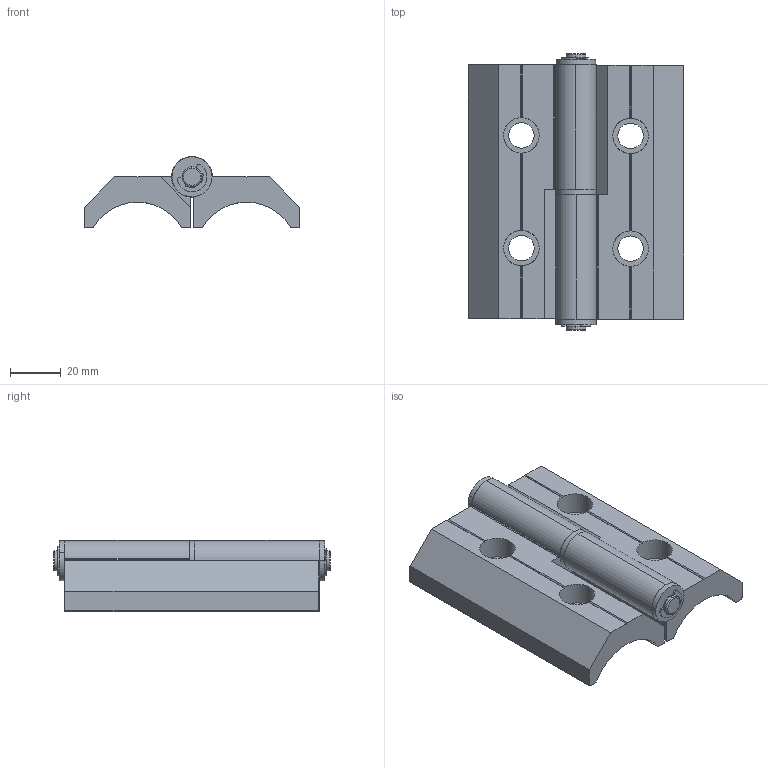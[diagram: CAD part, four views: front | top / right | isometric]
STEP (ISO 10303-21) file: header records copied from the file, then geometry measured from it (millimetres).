
FILE_DESCRIPTION (( 'STEP AP214' ), '1' );
FILE_NAME ('SNSS.30.70.39 Ïåòëÿ îãðàæäåíèÿ.STEP', '2018-11-22T07:54:51', ( '' ), ( '' ), 'SwSTEP 2.0', 'SolidWorks 2018', '' );
FILE_SCHEMA (( 'AUTOMOTIVE_DESIGN' ));
Length unit declared in the file: millimetre
Products named in the file (5): SNSS.30.70.39 ﾏ琿褻(V00)_00; SNSS.30.70.39 Ïîäêëàäêà(V00)_00; SNSS.30.70.39 ﾎ魵瑙韃(V00)_00; SNSS.30.70.39 ﾘ琺矜(V00)_00; SNSS.30.70.39 Ïåòëÿ îãðàæäåíèÿ
Assembly tree (8 placements, depth 2):
  SNSS.30.70.39 Ïåòëÿ îãðàæäåíèÿ
    SNSS.30.70.39 ﾏ琿褻(V00)_00
    SNSS.30.70.39 ﾎ魵瑙韃(V00)_00  x2
    SNSS.30.70.39 Ïîäêëàäêà(V00)_00  x3
    SNSS.30.70.39 ﾘ琺矜(V00)_00  x2
Bounding box: 84.8 x 109 x 28 mm (x, y, z)
Volume: 107161.9 mm3; surface area: 36154.6 mm2
Topology: 8 solids, 8 shells, 180 faces, 464 edges, 300 vertices
Faces by surface type: cylinder 98, plane 74, torus 8
Entity records: 3293 total; most frequent: CARTESIAN_POINT 699, DIRECTION 549, ORIENTED_EDGE 482, EDGE_CURVE 241, AXIS2_PLACEMENT_3D 216, VERTEX_POINT 154, LINE 117, VECTOR 117
